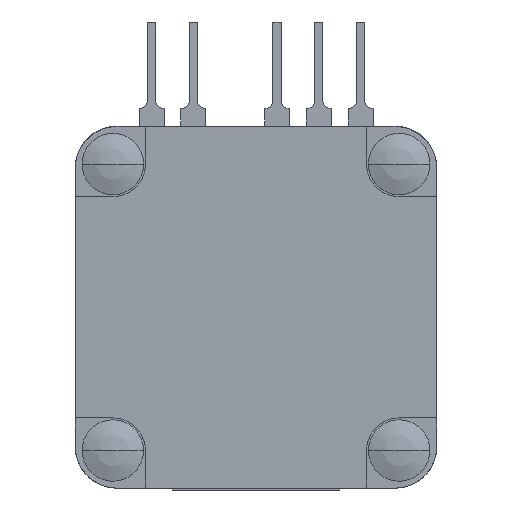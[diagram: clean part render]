
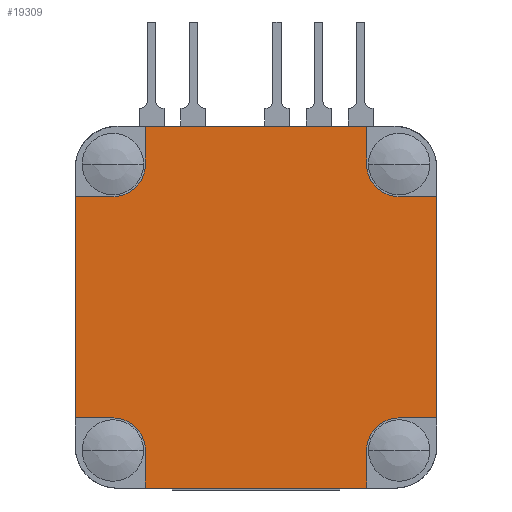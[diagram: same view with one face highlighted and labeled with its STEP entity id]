
A CAD part, front view. The second image highlights one B-rep face of the part: STEP entity #19309.
In plain terms, the highlighted planar face has unit normal (0, -1, 0).
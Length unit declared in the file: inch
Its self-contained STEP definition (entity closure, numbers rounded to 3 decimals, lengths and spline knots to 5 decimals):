
#890=CARTESIAN_POINT('',(-0.3425,-0.808,-0.343));
#891=DIRECTION('',(0.,1.,0.));
#892=DIRECTION('',(0.,0.,1.));
#893=AXIS2_PLACEMENT_3D('',#890,#891,#892);
#904=DIRECTION('',(0.,0.,-1.));
#905=VECTOR('',#904,0.09);
#906=CARTESIAN_POINT('',(0.2645,-0.808,0.432));
#907=LINE('',#906,#905);
#908=DIRECTION('',(-1.,0.,0.));
#909=VECTOR('',#908,0.09);
#910=CARTESIAN_POINT('',(0.4325,-0.808,0.264));
#911=LINE('',#910,#909);
#912=DIRECTION('',(0.,0.,-1.));
#913=VECTOR('',#912,0.529);
#914=CARTESIAN_POINT('',(0.4325,-0.808,0.264));
#915=LINE('',#914,#913);
#916=DIRECTION('',(-1.,0.,0.));
#917=VECTOR('',#916,0.09);
#918=CARTESIAN_POINT('',(0.4325,-0.808,-0.265));
#919=LINE('',#918,#917);
#920=DIRECTION('',(0.,0.,1.));
#921=VECTOR('',#920,0.09);
#922=CARTESIAN_POINT('',(0.2645,-0.808,-0.433));
#923=LINE('',#922,#921);
#924=DIRECTION('',(-1.,0.,0.));
#925=VECTOR('',#924,0.529);
#926=CARTESIAN_POINT('',(0.2645,-0.808,-0.433));
#927=LINE('',#926,#925);
#928=DIRECTION('',(0.,0.,1.));
#929=VECTOR('',#928,0.09);
#930=CARTESIAN_POINT('',(-0.2645,-0.808,-0.433));
#931=LINE('',#930,#929);
#932=DIRECTION('',(1.,0.,0.));
#933=VECTOR('',#932,0.09);
#934=CARTESIAN_POINT('',(-0.4325,-0.808,-0.265));
#935=LINE('',#934,#933);
#936=DIRECTION('',(0.,0.,1.));
#937=VECTOR('',#936,0.529);
#938=CARTESIAN_POINT('',(-0.4325,-0.808,-0.265));
#939=LINE('',#938,#937);
#940=DIRECTION('',(1.,0.,0.));
#941=VECTOR('',#940,0.09);
#942=CARTESIAN_POINT('',(-0.4325,-0.808,0.264));
#943=LINE('',#942,#941);
#944=DIRECTION('',(0.,0.,-1.));
#945=VECTOR('',#944,0.09);
#946=CARTESIAN_POINT('',(-0.2645,-0.808,0.432));
#947=LINE('',#946,#945);
#948=DIRECTION('',(1.,0.,0.));
#949=VECTOR('',#948,0.529);
#950=CARTESIAN_POINT('',(-0.2645,-0.808,0.432));
#951=LINE('',#950,#949);
#956=CARTESIAN_POINT('',(0.3425,-0.808,0.342));
#957=DIRECTION('',(0.,1.,0.));
#958=DIRECTION('',(0.,0.,-1.));
#959=AXIS2_PLACEMENT_3D('',#956,#957,#958);
#1025=CARTESIAN_POINT('',(0.3425,-0.808,-0.343));
#1026=DIRECTION('',(0.,1.,0.));
#1027=DIRECTION('',(-1.,0.,0.));
#1028=AXIS2_PLACEMENT_3D('',#1025,#1026,#1027);
#1094=CARTESIAN_POINT('',(-0.3425,-0.808,0.342));
#1095=DIRECTION('',(0.,1.,0.));
#1096=DIRECTION('',(1.,0.,0.));
#1097=AXIS2_PLACEMENT_3D('',#1094,#1095,#1096);
#17745=CARTESIAN_POINT('',(-0.2645,-0.808,0.432));
#17746=VERTEX_POINT('',#17745);
#17747=CARTESIAN_POINT('',(0.2645,-0.808,0.432));
#17748=VERTEX_POINT('',#17747);
#17753=CARTESIAN_POINT('',(0.4325,-0.808,-0.265));
#17754=VERTEX_POINT('',#17753);
#17755=CARTESIAN_POINT('',(0.4325,-0.808,0.264));
#17756=VERTEX_POINT('',#17755);
#17761=CARTESIAN_POINT('',(0.2645,-0.808,-0.433));
#17762=VERTEX_POINT('',#17761);
#17763=CARTESIAN_POINT('',(-0.2645,-0.808,-0.433));
#17764=VERTEX_POINT('',#17763);
#17769=CARTESIAN_POINT('',(-0.4325,-0.808,-0.265));
#17770=VERTEX_POINT('',#17769);
#17771=CARTESIAN_POINT('',(-0.4325,-0.808,0.264));
#17772=VERTEX_POINT('',#17771);
#17773=CARTESIAN_POINT('',(0.2645,-0.808,-0.343));
#17775=VERTEX_POINT('',#17773);
#17777=CARTESIAN_POINT('',(0.3425,-0.808,-0.265));
#17779=VERTEX_POINT('',#17777);
#17781=CARTESIAN_POINT('',(0.3425,-0.808,0.264));
#17783=VERTEX_POINT('',#17781);
#17785=CARTESIAN_POINT('',(0.2645,-0.808,0.342));
#17787=VERTEX_POINT('',#17785);
#17789=CARTESIAN_POINT('',(-0.2645,-0.808,0.342));
#17791=VERTEX_POINT('',#17789);
#17793=CARTESIAN_POINT('',(-0.3425,-0.808,0.264));
#17795=VERTEX_POINT('',#17793);
#17797=CARTESIAN_POINT('',(-0.3425,-0.808,-0.265));
#17799=VERTEX_POINT('',#17797);
#17801=CARTESIAN_POINT('',(-0.2645,-0.808,-0.343));
#17803=VERTEX_POINT('',#17801);
#19276=CARTESIAN_POINT('',(0.,-0.808,-0.0005));
#19277=DIRECTION('',(0.,1.,0.));
#19278=DIRECTION('',(0.,0.,-1.));
#19279=AXIS2_PLACEMENT_3D('',#19276,#19277,#19278);
#19280=PLANE('',#19279);
#19282=ORIENTED_EDGE('',*,*,#19281,.T.);
#19284=ORIENTED_EDGE('',*,*,#19283,.F.);
#19286=ORIENTED_EDGE('',*,*,#19285,.F.);
#19287=ORIENTED_EDGE('',*,*,#18942,.T.);
#19289=ORIENTED_EDGE('',*,*,#19288,.T.);
#19291=ORIENTED_EDGE('',*,*,#19290,.F.);
#19293=ORIENTED_EDGE('',*,*,#19292,.F.);
#19294=ORIENTED_EDGE('',*,*,#19084,.T.);
#19296=ORIENTED_EDGE('',*,*,#19295,.T.);
#19297=ORIENTED_EDGE('',*,*,#19241,.F.);
#19298=ORIENTED_EDGE('',*,*,#19264,.F.);
#19299=ORIENTED_EDGE('',*,*,#18476,.T.);
#19301=ORIENTED_EDGE('',*,*,#19300,.T.);
#19303=ORIENTED_EDGE('',*,*,#19302,.F.);
#19305=ORIENTED_EDGE('',*,*,#19304,.F.);
#19306=ORIENTED_EDGE('',*,*,#18626,.T.);
#19307=EDGE_LOOP('',(#19282,#19284,#19286,#19287,#19289,#19291,#19293,#19294,
#19296,#19297,#19298,#19299,#19301,#19303,#19305,#19306));
#19308=FACE_OUTER_BOUND('',#19307,.F.);
#19309=ADVANCED_FACE('',(#19308),#19280,.F.);
#894=CIRCLE('',#893,0.078);
#960=CIRCLE('',#959,0.078);
#1029=CIRCLE('',#1028,0.078);
#1098=CIRCLE('',#1097,0.078);
#18476=EDGE_CURVE('',#17770,#17772,#939,.T.);
#18626=EDGE_CURVE('',#17746,#17748,#951,.T.);
#18942=EDGE_CURVE('',#17756,#17754,#915,.T.);
#19084=EDGE_CURVE('',#17762,#17764,#927,.T.);
#19241=EDGE_CURVE('',#17799,#17803,#894,.T.);
#19264=EDGE_CURVE('',#17770,#17799,#935,.T.);
#19281=EDGE_CURVE('',#17748,#17787,#907,.T.);
#19283=EDGE_CURVE('',#17783,#17787,#960,.T.);
#19285=EDGE_CURVE('',#17756,#17783,#911,.T.);
#19288=EDGE_CURVE('',#17754,#17779,#919,.T.);
#19290=EDGE_CURVE('',#17775,#17779,#1029,.T.);
#19292=EDGE_CURVE('',#17762,#17775,#923,.T.);
#19295=EDGE_CURVE('',#17764,#17803,#931,.T.);
#19300=EDGE_CURVE('',#17772,#17795,#943,.T.);
#19302=EDGE_CURVE('',#17791,#17795,#1098,.T.);
#19304=EDGE_CURVE('',#17746,#17791,#947,.T.);
